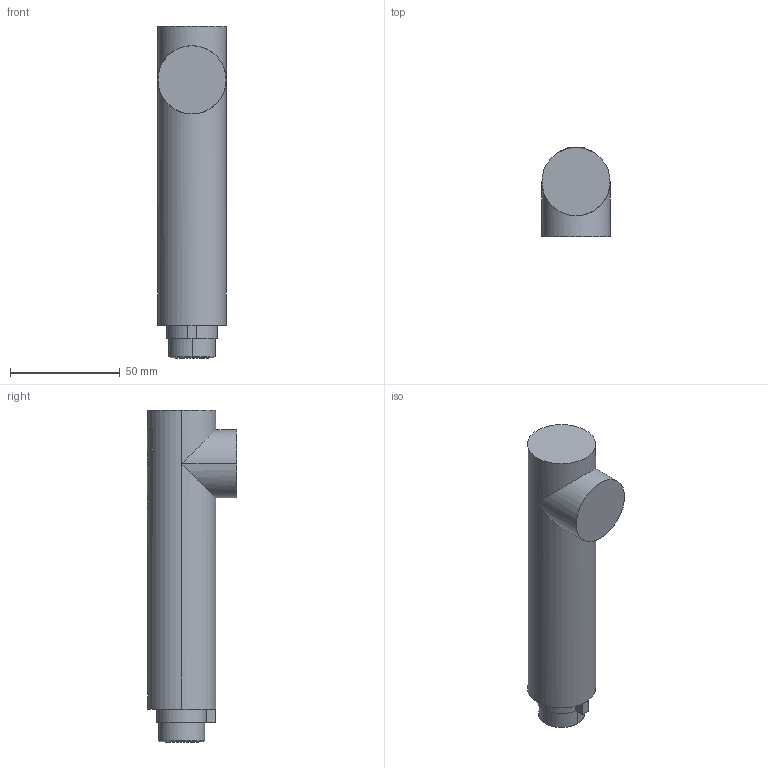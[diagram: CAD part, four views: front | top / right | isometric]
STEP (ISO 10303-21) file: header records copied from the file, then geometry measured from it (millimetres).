
FILE_DESCRIPTION((''),'2;1');
FILE_NAME('ZDOC084CR','2021-05-05T08:44:42',('ut3'),('PAFFONI SpA'),'CREO PARAMETRIC BY PTC INC, 2020044','CREO PARAMETRIC BY PTC INC, 2020044','');
FILE_SCHEMA(('CONFIG_CONTROL_DESIGN','SHAPE_APPEARANCE_LAYERS_GROUPS'));
Length unit declared in the file: millimetre
Products named in the file (1): ZDOC084CR
Bounding box: 31 x 40.65 x 151 mm (x, y, z)
Surface area: 17812 mm2 (no closed solid volume)
Topology: 0 solids, 1 shells, 32 faces, 68 edges, 42 vertices
Faces by surface type: plane 15, cylinder 15, cone 2
Entity records: 1261 total; most frequent: CARTESIAN_POINT 250, DIRECTION 155, ORIENTED_EDGE 130, EDGE_CURVE 68, AXIS2_PLACEMENT_3D 61, VERTEX_POINT 42, FILL_AREA_STYLE_COLOUR 38, FILL_AREA_STYLE 38
